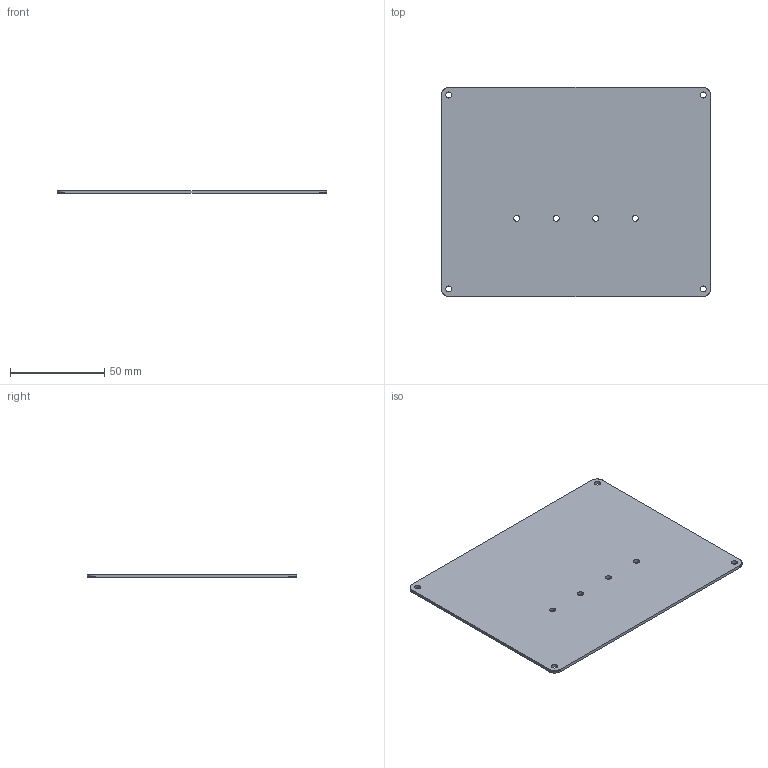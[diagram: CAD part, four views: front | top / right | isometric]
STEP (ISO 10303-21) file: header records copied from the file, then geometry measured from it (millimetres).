
FILE_DESCRIPTION(('KiCad electronic assembly'),'2;1');
FILE_NAME('Amplifier Rear Panel.step','2023-12-25T12:59:57',('Pcbnew'),( 'Kicad'),'Open CASCADE STEP processor 7.6','KiCad to STEP converter' ,'Unknown');
FILE_SCHEMA(('AUTOMOTIVE_DESIGN { 1 0 10303 214 1 1 1 1 }'));
Length unit declared in the file: millimetre
Products named in the file (2): Amplifier Rear Panel 1; Amplifier Rear Panel PCB
Assembly tree (1 placements, depth 2):
  Amplifier Rear Panel 1
    Amplifier Rear Panel PCB
Bounding box: 143 x 111 x 1.58 mm (x, y, z)
Volume: 24955.9 mm3; surface area: 32508.5 mm2
Topology: 1 solids, 1 shells, 78 faces, 228 edges, 152 vertices
Faces by surface type: plane 70, cylinder 8
Full cylindrical faces by diameter (mm): 3.2 x8
Entity records: 5639 total; most frequent: CARTESIAN_POINT 1012, DIRECTION 844, LINE 652, VECTOR 652, ORIENTED_EDGE 456, PCURVE 456, DEFINITIONAL_REPRESENTATION 456, EDGE_CURVE 228
